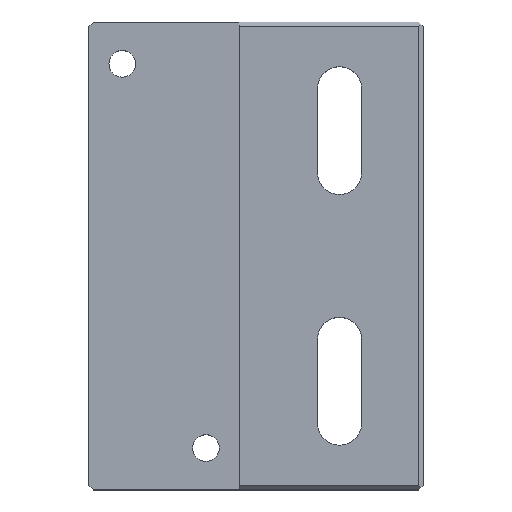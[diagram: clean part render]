
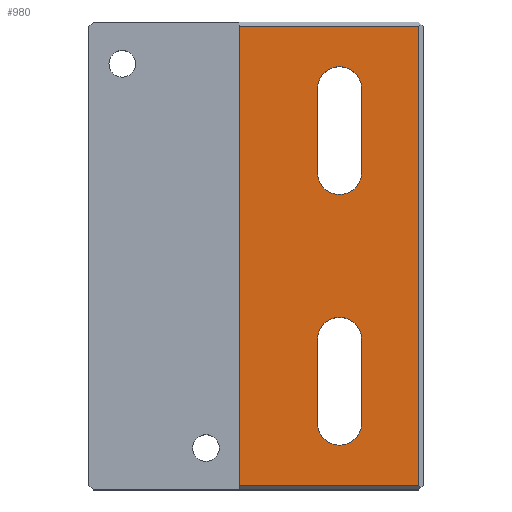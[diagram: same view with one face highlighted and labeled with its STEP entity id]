
A CAD part, top view. The second image highlights one B-rep face of the part: STEP entity #980.
In plain terms, the highlighted planar face has unit normal (0, 0, 1).
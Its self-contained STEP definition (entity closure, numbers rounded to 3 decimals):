
#296=CARTESIAN_POINT('',(-10.,48.,12.));
#297=DIRECTION('',(0.,0.,1.));
#298=DIRECTION('',(1.,0.,0.));
#299=AXIS2_PLACEMENT_3D('',#296,#297,#298);
#301=DIRECTION('',(0.,-1.,0.));
#302=VECTOR('',#301,10.);
#303=CARTESIAN_POINT('',(-12.65,48.,12.));
#304=LINE('',#303,#302);
#305=CARTESIAN_POINT('',(-10.,38.,12.));
#306=DIRECTION('',(0.,0.,1.));
#307=DIRECTION('',(-1.,0.,0.));
#308=AXIS2_PLACEMENT_3D('',#305,#306,#307);
#310=DIRECTION('',(0.,1.,0.));
#311=VECTOR('',#310,10.);
#312=CARTESIAN_POINT('',(-7.35,38.,12.));
#313=LINE('',#312,#311);
#314=CARTESIAN_POINT('',(-10.,18.,12.));
#315=DIRECTION('',(0.,0.,1.));
#316=DIRECTION('',(1.,0.,0.));
#317=AXIS2_PLACEMENT_3D('',#314,#315,#316);
#319=DIRECTION('',(0.,-1.,0.));
#320=VECTOR('',#319,10.);
#321=CARTESIAN_POINT('',(-12.65,18.,12.));
#322=LINE('',#321,#320);
#323=CARTESIAN_POINT('',(-10.,8.,12.));
#324=DIRECTION('',(0.,0.,1.));
#325=DIRECTION('',(-1.,0.,0.));
#326=AXIS2_PLACEMENT_3D('',#323,#324,#325);
#328=DIRECTION('',(0.,1.,0.));
#329=VECTOR('',#328,10.);
#330=CARTESIAN_POINT('',(-7.35,8.,12.));
#331=LINE('',#330,#329);
#332=DIRECTION('',(1.,0.,0.));
#333=VECTOR('',#332,21.5);
#334=CARTESIAN_POINT('',(-22.,0.5,12.));
#335=LINE('',#334,#333);
#336=DIRECTION('',(0.,1.,0.));
#337=VECTOR('',#336,55.);
#338=CARTESIAN_POINT('',(-22.,0.5,12.));
#339=LINE('',#338,#337);
#340=DIRECTION('',(-1.,0.,0.));
#341=VECTOR('',#340,21.5);
#342=CARTESIAN_POINT('',(-0.5,55.5,12.));
#343=LINE('',#342,#341);
#344=DIRECTION('',(0.,1.,0.));
#345=VECTOR('',#344,55.);
#346=CARTESIAN_POINT('',(-0.5,0.5,12.));
#347=LINE('',#346,#345);
#478=CARTESIAN_POINT('',(-7.35,48.,12.));
#479=CARTESIAN_POINT('',(-12.65,48.,12.));
#480=VERTEX_POINT('',#478);
#481=VERTEX_POINT('',#479);
#482=CARTESIAN_POINT('',(-12.65,38.,12.));
#483=VERTEX_POINT('',#482);
#484=CARTESIAN_POINT('',(-7.35,38.,12.));
#485=VERTEX_POINT('',#484);
#486=CARTESIAN_POINT('',(-7.35,18.,12.));
#487=CARTESIAN_POINT('',(-12.65,18.,12.));
#488=VERTEX_POINT('',#486);
#489=VERTEX_POINT('',#487);
#490=CARTESIAN_POINT('',(-12.65,8.,12.));
#491=VERTEX_POINT('',#490);
#492=CARTESIAN_POINT('',(-7.35,8.,12.));
#493=VERTEX_POINT('',#492);
#527=CARTESIAN_POINT('',(-22.,0.5,12.));
#529=VERTEX_POINT('',#527);
#530=CARTESIAN_POINT('',(-0.5,0.5,12.));
#531=VERTEX_POINT('',#530);
#534=CARTESIAN_POINT('',(-0.5,55.5,12.));
#535=VERTEX_POINT('',#534);
#536=CARTESIAN_POINT('',(-22.,55.5,12.));
#538=VERTEX_POINT('',#536);
#947=CARTESIAN_POINT('',(0.,0.,12.));
#948=DIRECTION('',(0.,0.,1.));
#949=DIRECTION('',(1.,0.,0.));
#950=AXIS2_PLACEMENT_3D('',#947,#948,#949);
#951=PLANE('',#950);
#952=ORIENTED_EDGE('',*,*,#938,.F.);
#953=ORIENTED_EDGE('',*,*,#927,.T.);
#955=ORIENTED_EDGE('',*,*,#954,.F.);
#957=ORIENTED_EDGE('',*,*,#956,.F.);
#958=EDGE_LOOP('',(#952,#953,#955,#957));
#959=FACE_OUTER_BOUND('',#958,.F.);
#961=ORIENTED_EDGE('',*,*,#960,.T.);
#963=ORIENTED_EDGE('',*,*,#962,.T.);
#965=ORIENTED_EDGE('',*,*,#964,.T.);
#967=ORIENTED_EDGE('',*,*,#966,.T.);
#968=EDGE_LOOP('',(#961,#963,#965,#967));
#969=FACE_BOUND('',#968,.F.);
#971=ORIENTED_EDGE('',*,*,#970,.T.);
#973=ORIENTED_EDGE('',*,*,#972,.T.);
#975=ORIENTED_EDGE('',*,*,#974,.T.);
#977=ORIENTED_EDGE('',*,*,#976,.T.);
#978=EDGE_LOOP('',(#971,#973,#975,#977));
#979=FACE_BOUND('',#978,.F.);
#980=ADVANCED_FACE('',(#959,#969,#979),#951,.T.);
#300=CIRCLE('',#299,2.65);
#309=CIRCLE('',#308,2.65);
#318=CIRCLE('',#317,2.65);
#327=CIRCLE('',#326,2.65);
#927=EDGE_CURVE('',#529,#538,#339,.T.);
#938=EDGE_CURVE('',#529,#531,#335,.T.);
#954=EDGE_CURVE('',#535,#538,#343,.T.);
#956=EDGE_CURVE('',#531,#535,#347,.T.);
#960=EDGE_CURVE('',#488,#489,#318,.T.);
#962=EDGE_CURVE('',#489,#491,#322,.T.);
#964=EDGE_CURVE('',#491,#493,#327,.T.);
#966=EDGE_CURVE('',#493,#488,#331,.T.);
#970=EDGE_CURVE('',#480,#481,#300,.T.);
#972=EDGE_CURVE('',#481,#483,#304,.T.);
#974=EDGE_CURVE('',#483,#485,#309,.T.);
#976=EDGE_CURVE('',#485,#480,#313,.T.);
